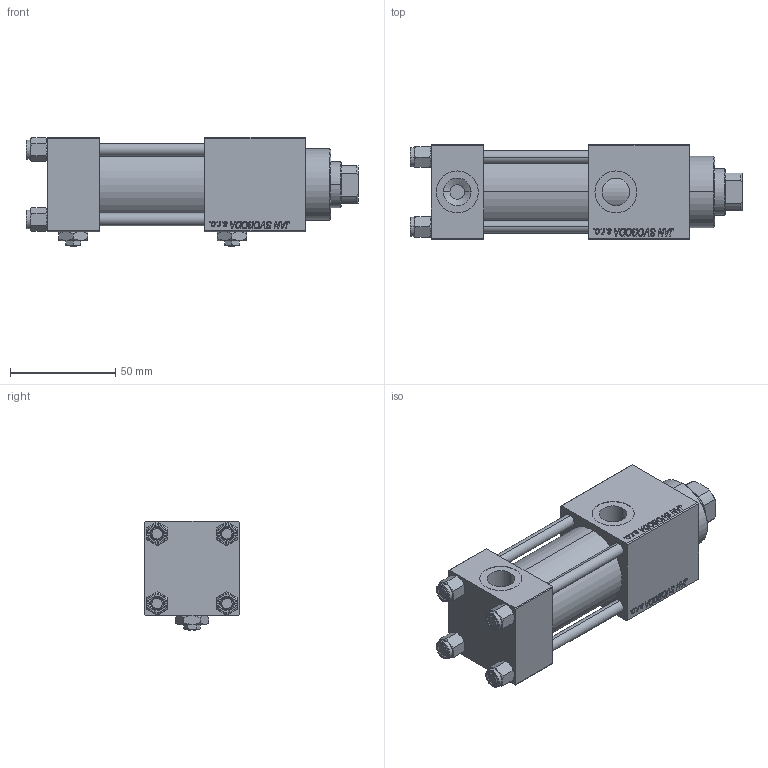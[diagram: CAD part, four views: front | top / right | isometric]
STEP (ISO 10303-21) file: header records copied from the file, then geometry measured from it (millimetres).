
FILE_DESCRIPTION (( 'STEP AP203' ), '1' );
FILE_NAME ('8de4.STEP', '2022-04-14T12:49:47', ( '' ), ( '' ), 'SwSTEP 2.0', 'SolidWorks 2019', '' );
FILE_SCHEMA (( 'CONFIG_CONTROL_DESIGN' ));
Length unit declared in the file: millimetre
Products named in the file (7): NUT_M5_C e94e318f6d61609689a142df4be46419; Zatka_pro_OIL_PORT e94e318f6d61609689a142df4be46419; 8de4; V215CR_C_Body e94e318f6d61609689a142df4be46419; V215CR_C_TYCINKA e94e318f6d61609689a142df4be46419; V215CR_VCP_C e94e318f6d61609689a142df4be46419; V215_VC_A e94e318f6d61609689a142df4be46419
Assembly tree (13 placements, depth 2):
  8de4
    V215CR_C_Body e94e318f6d61609689a142df4be46419
    V215CR_VCP_C e94e318f6d61609689a142df4be46419
    NUT_M5_C e94e318f6d61609689a142df4be46419  x4
    V215CR_C_TYCINKA e94e318f6d61609689a142df4be46419  x4
    V215_VC_A e94e318f6d61609689a142df4be46419
    Zatka_pro_OIL_PORT e94e318f6d61609689a142df4be46419  x2
Bounding box: 158 x 45 x 52 mm (x, y, z)
Volume: 90998.2 mm3; surface area: 73409.8 mm2
Topology: 12 solids, 13 shells, 1254 faces, 3118 edges, 2010 vertices
Faces by surface type: plane 574, bspline 392, cone 178, cylinder 102, torus 8
Entity records: 52362 total; most frequent: CARTESIAN_POINT 27745, ORIENTED_EDGE 5536, DIRECTION 3574, EDGE_CURVE 2768, VERTEX_POINT 1809, VECTOR 1644, LINE 1644, EDGE_LOOP 1227
